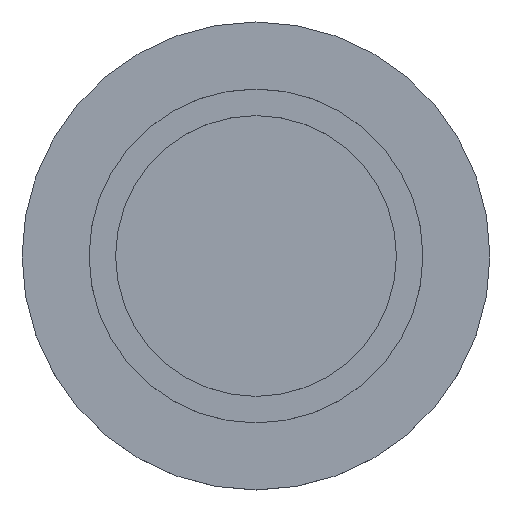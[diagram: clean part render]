
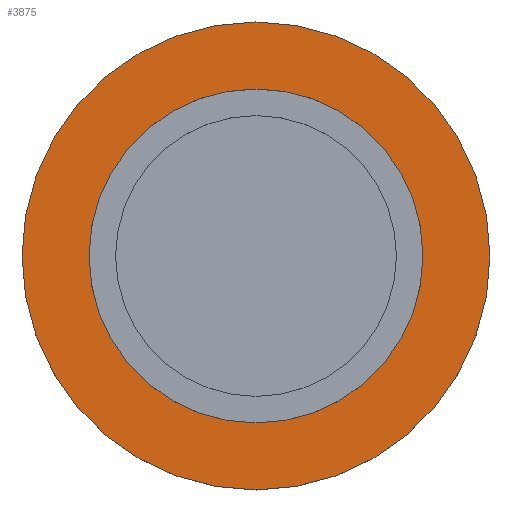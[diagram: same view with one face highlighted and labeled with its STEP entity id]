
A CAD part, top view. The second image highlights one B-rep face of the part: STEP entity #3875.
In plain terms, the highlighted planar face has unit normal (0, 0, 1).
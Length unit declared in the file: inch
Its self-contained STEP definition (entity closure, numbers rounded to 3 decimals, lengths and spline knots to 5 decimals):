
#60=FACE_BOUND('',#564,.T.);
#107=PLANE('',#4224);
#340=FACE_OUTER_BOUND('',#563,.T.);
#563=EDGE_LOOP('',(#2985));
#564=EDGE_LOOP('',(#2986,#2987));
#815=CIRCLE('',#4191,0.30906);
#816=CIRCLE('',#4192,0.30906);
#833=CIRCLE('',#4225,0.43307);
#1754=VERTEX_POINT('',#6604);
#1755=VERTEX_POINT('',#6605);
#1782=VERTEX_POINT('',#6761);
#2182=EDGE_CURVE('',#1754,#1755,#815,.T.);
#2183=EDGE_CURVE('',#1755,#1754,#816,.T.);
#2223=EDGE_CURVE('',#1782,#1782,#833,.T.);
#2985=ORIENTED_EDGE('',*,*,#2223,.F.);
#2986=ORIENTED_EDGE('',*,*,#2183,.T.);
#2987=ORIENTED_EDGE('',*,*,#2182,.T.);
#3875=ADVANCED_FACE('',(#340,#60),#107,.T.);
#4191=AXIS2_PLACEMENT_3D('',#6606,#4738,#4739);
#4192=AXIS2_PLACEMENT_3D('',#6607,#4740,#4741);
#4224=AXIS2_PLACEMENT_3D('',#6760,#4815,#4816);
#4225=AXIS2_PLACEMENT_3D('',#6762,#4817,#4818);
#4738=DIRECTION('center_axis',(0.,0.,
-1.));
#4739=DIRECTION('ref_axis',(0.,1.,0.));
#4740=DIRECTION('center_axis',(0.,0.,
-1.));
#4741=DIRECTION('ref_axis',(0.,1.,0.));
#4815=DIRECTION('center_axis',(0.,0.,
1.));
#4816=DIRECTION('ref_axis',(-1.,0.,0.));
#4817=DIRECTION('center_axis',(0.,0.,
-1.));
#4818=DIRECTION('ref_axis',(0.,1.,0.));
#6604=CARTESIAN_POINT('',(-0.43801,0.1958,-6.13733));
#6605=CARTESIAN_POINT('',(-0.12895,0.50485,-6.13733));
#6606=CARTESIAN_POINT('Origin',(-0.12895,0.1958,-6.13733));
#6607=CARTESIAN_POINT('Origin',(-0.12895,0.1958,-6.13733));
#6760=CARTESIAN_POINT('Origin',(-0.12895,0.56686,-6.13733));
#6761=CARTESIAN_POINT('',(-0.12895,-0.23727,-6.13733));
#6762=CARTESIAN_POINT('Origin',(-0.12895,0.1958,-6.13733));
